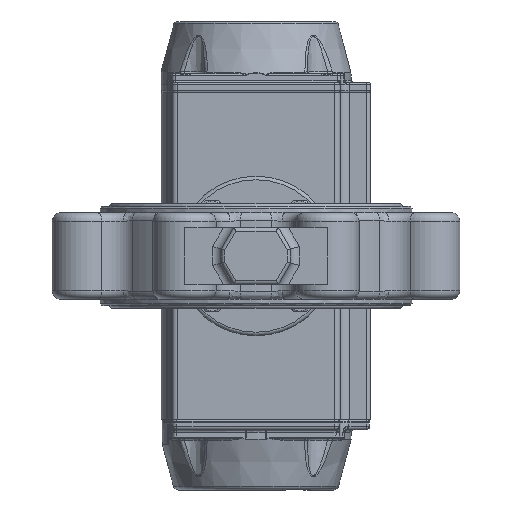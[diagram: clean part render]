
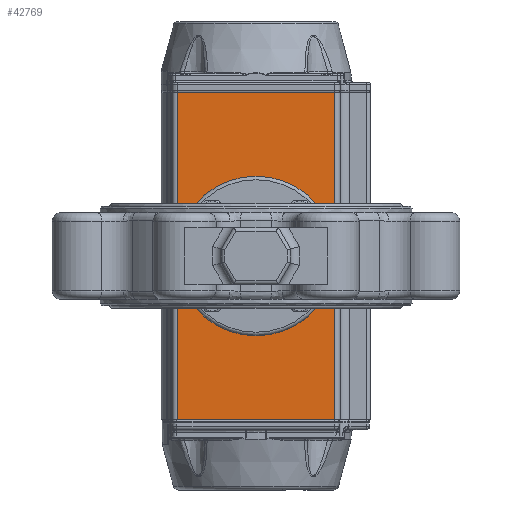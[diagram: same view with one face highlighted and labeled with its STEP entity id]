
A CAD part, front view. The second image highlights one B-rep face of the part: STEP entity #42769.
In plain terms, the highlighted planar face has unit normal (0, -1, 0).
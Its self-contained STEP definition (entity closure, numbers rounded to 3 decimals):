
#4918=LINE('',#71098,#7134);
#4922=LINE('',#71124,#7138);
#4963=LINE('',#71226,#7179);
#4964=LINE('',#71228,#7180);
#7134=VECTOR('',#53097,1000.);
#7138=VECTOR('',#53123,1000.);
#7179=VECTOR('',#53238,1000.);
#7180=VECTOR('',#53241,1000.);
#12348=ORIENTED_EDGE('',*,*,#23429,.F.);
#12349=ORIENTED_EDGE('',*,*,#23484,.T.);
#12350=ORIENTED_EDGE('',*,*,#23418,.T.);
#12351=ORIENTED_EDGE('',*,*,#23483,.F.);
#12352=ORIENTED_EDGE('',*,*,#23337,.T.);
#12353=ORIENTED_EDGE('',*,*,#23374,.T.);
#12354=ORIENTED_EDGE('',*,*,#23376,.T.);
#12355=ORIENTED_EDGE('',*,*,#23378,.T.);
#12356=ORIENTED_EDGE('',*,*,#23380,.T.);
#12357=ORIENTED_EDGE('',*,*,#23382,.T.);
#12358=ORIENTED_EDGE('',*,*,#23384,.T.);
#12359=ORIENTED_EDGE('',*,*,#23386,.T.);
#12360=ORIENTED_EDGE('',*,*,#23388,.T.);
#23337=EDGE_CURVE('',#29249,#29249,#32931,.T.);
#23374=EDGE_CURVE('',#29290,#29290,#32966,.T.);
#23376=EDGE_CURVE('',#29292,#29292,#32968,.T.);
#23378=EDGE_CURVE('',#29294,#29294,#32970,.T.);
#23380=EDGE_CURVE('',#29296,#29296,#32972,.T.);
#23382=EDGE_CURVE('',#29298,#29298,#32974,.T.);
#23384=EDGE_CURVE('',#29300,#29300,#32976,.T.);
#23386=EDGE_CURVE('',#29302,#29302,#32978,.T.);
#23388=EDGE_CURVE('',#29304,#29304,#32980,.T.);
#23418=EDGE_CURVE('',#29337,#29336,#4918,.T.);
#23429=EDGE_CURVE('',#29347,#29348,#4922,.T.);
#23483=EDGE_CURVE('',#29348,#29336,#4963,.T.);
#23484=EDGE_CURVE('',#29347,#29337,#4964,.T.);
#29249=VERTEX_POINT('',#70884);
#29290=VERTEX_POINT('',#70992);
#29292=VERTEX_POINT('',#70997);
#29294=VERTEX_POINT('',#71002);
#29296=VERTEX_POINT('',#71007);
#29298=VERTEX_POINT('',#71012);
#29300=VERTEX_POINT('',#71017);
#29302=VERTEX_POINT('',#71022);
#29304=VERTEX_POINT('',#71027);
#29336=VERTEX_POINT('',#71097);
#29337=VERTEX_POINT('',#71099);
#29347=VERTEX_POINT('',#71123);
#29348=VERTEX_POINT('',#71125);
#32931=CIRCLE('',#46448,20.6);
#32966=CIRCLE('',#46505,3.324);
#32968=CIRCLE('',#46508,3.324);
#32970=CIRCLE('',#46511,3.324);
#32972=CIRCLE('',#46514,3.324);
#32974=CIRCLE('',#46517,2.459);
#32976=CIRCLE('',#46520,2.459);
#32978=CIRCLE('',#46523,2.459);
#32980=CIRCLE('',#46526,2.459);
#35533=EDGE_LOOP('',(#12348,#12349,#12350,#12351));
#35534=EDGE_LOOP('',(#12352));
#35535=EDGE_LOOP('',(#12353));
#35536=EDGE_LOOP('',(#12354));
#35537=EDGE_LOOP('',(#12355));
#35538=EDGE_LOOP('',(#12356));
#35539=EDGE_LOOP('',(#12357));
#35540=EDGE_LOOP('',(#12358));
#35541=EDGE_LOOP('',(#12359));
#35542=EDGE_LOOP('',(#12360));
#38873=FACE_BOUND('',#35533,.T.);
#38874=FACE_BOUND('',#35534,.T.);
#38875=FACE_BOUND('',#35535,.T.);
#38876=FACE_BOUND('',#35536,.T.);
#38877=FACE_BOUND('',#35537,.T.);
#38878=FACE_BOUND('',#35538,.T.);
#38879=FACE_BOUND('',#35539,.T.);
#38880=FACE_BOUND('',#35540,.T.);
#38881=FACE_BOUND('',#35541,.T.);
#38882=FACE_BOUND('',#35542,.T.);
#41447=PLANE('',#46601);
#42769=ADVANCED_FACE('',(#38873,#38874,#38875,#38876,#38877,#38878,#38879,
#38880,#38881,#38882),#41447,.T.);
#46448=AXIS2_PLACEMENT_3D('',#70883,#52875,#52876);
#46505=AXIS2_PLACEMENT_3D('',#70991,#52989,#52990);
#46508=AXIS2_PLACEMENT_3D('',#70996,#52995,#52996);
#46511=AXIS2_PLACEMENT_3D('',#71001,#53001,#53002);
#46514=AXIS2_PLACEMENT_3D('',#71006,#53007,#53008);
#46517=AXIS2_PLACEMENT_3D('',#71011,#53013,#53014);
#46520=AXIS2_PLACEMENT_3D('',#71016,#53019,#53020);
#46523=AXIS2_PLACEMENT_3D('',#71021,#53025,#53026);
#46526=AXIS2_PLACEMENT_3D('',#71026,#53031,#53032);
#46601=AXIS2_PLACEMENT_3D('',#71227,#53239,#53240);
#52875=DIRECTION('',(0.,1.,0.));
#52876=DIRECTION('',(0.,0.,-1.));
#52989=DIRECTION('',(0.,1.,0.));
#52990=DIRECTION('',(0.,0.,-1.));
#52995=DIRECTION('',(0.,1.,0.));
#52996=DIRECTION('',(0.,0.,-1.));
#53001=DIRECTION('',(0.,1.,0.));
#53002=DIRECTION('',(0.,0.,-1.));
#53007=DIRECTION('',(0.,1.,0.));
#53008=DIRECTION('',(0.,0.,-1.));
#53013=DIRECTION('',(0.,1.,0.));
#53014=DIRECTION('',(0.,0.,-1.));
#53019=DIRECTION('',(0.,1.,0.));
#53020=DIRECTION('',(0.,0.,-1.));
#53025=DIRECTION('',(0.,1.,0.));
#53026=DIRECTION('',(0.,0.,-1.));
#53031=DIRECTION('',(0.,1.,0.));
#53032=DIRECTION('',(0.,0.,-1.));
#53097=DIRECTION('',(1.,0.,0.));
#53123=DIRECTION('',(1.,0.,0.));
#53238=DIRECTION('',(0.,0.,-1.));
#53239=DIRECTION('',(0.,-1.,0.));
#53240=DIRECTION('',(0.,0.,-1.));
#53241=DIRECTION('',(0.,0.,-1.));
#70883=CARTESIAN_POINT('',(0.108,-61.528,92.));
#70884=CARTESIAN_POINT('',(0.108,-61.528,71.4));
#70991=CARTESIAN_POINT('',(-24.641,-61.528,116.749));
#70992=CARTESIAN_POINT('',(-24.641,-61.528,113.425));
#70996=CARTESIAN_POINT('',(24.857,-61.528,116.749));
#70997=CARTESIAN_POINT('',(24.857,-61.528,113.425));
#71001=CARTESIAN_POINT('',(24.857,-61.528,67.251));
#71002=CARTESIAN_POINT('',(24.857,-61.528,63.928));
#71006=CARTESIAN_POINT('',(-24.641,-61.528,67.251));
#71007=CARTESIAN_POINT('',(-24.641,-61.528,63.928));
#71011=CARTESIAN_POINT('',(-17.57,-61.528,109.678));
#71012=CARTESIAN_POINT('',(-17.57,-61.528,107.219));
#71016=CARTESIAN_POINT('',(17.786,-61.528,109.678));
#71017=CARTESIAN_POINT('',(17.786,-61.528,107.219));
#71021=CARTESIAN_POINT('',(17.786,-61.528,74.322));
#71022=CARTESIAN_POINT('',(17.786,-61.528,71.864));
#71026=CARTESIAN_POINT('',(-17.57,-61.528,74.322));
#71027=CARTESIAN_POINT('',(-17.57,-61.528,71.864));
#71097=CARTESIAN_POINT('',(44.608,-61.528,0.));
#71098=CARTESIAN_POINT('',(6.23,-61.528,0.));
#71099=CARTESIAN_POINT('',(-44.392,-61.528,0.));
#71123=CARTESIAN_POINT('',(-44.392,-61.528,184.));
#71124=CARTESIAN_POINT('',(6.23,-61.528,184.));
#71125=CARTESIAN_POINT('',(44.608,-61.528,184.));
#71226=CARTESIAN_POINT('',(44.608,-61.528,0.));
#71227=CARTESIAN_POINT('',(-44.392,-61.528,0.));
#71228=CARTESIAN_POINT('',(-44.392,-61.528,0.));
